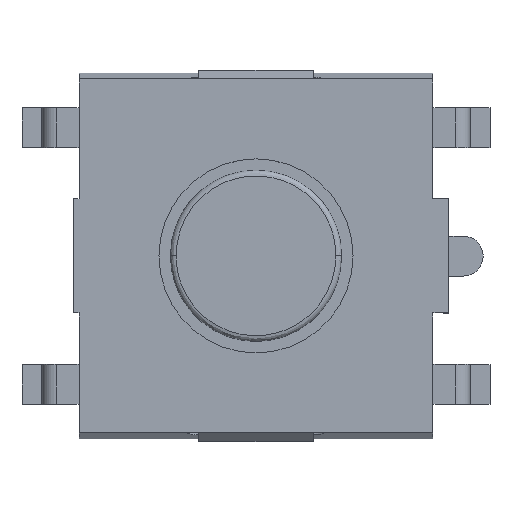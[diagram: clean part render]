
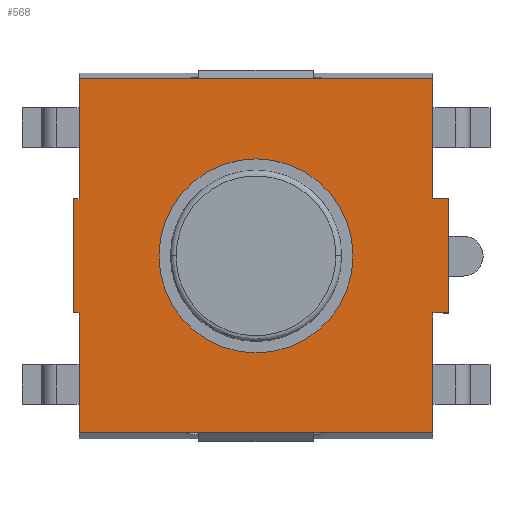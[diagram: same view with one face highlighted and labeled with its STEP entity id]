
A CAD part, top view. The second image highlights one B-rep face of the part: STEP entity #568.
In plain terms, the highlighted planar face has unit normal (0, 0, 1).
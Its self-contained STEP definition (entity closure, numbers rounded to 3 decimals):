
#6 = PLANE ( 'NONE',  #632 ) ;
#17 = ORIENTED_EDGE ( 'NONE', *, *, #2378, .T. ) ;
#38 = VERTEX_POINT ( 'NONE', #4469 ) ;
#92 = ORIENTED_EDGE ( 'NONE', *, *, #525, .T. ) ;
#97 = EDGE_LOOP ( 'NONE', ( #17, #644 ) ) ;
#175 = CIRCLE ( 'NONE', #2037, 1.7 ) ;
#260 = VERTEX_POINT ( 'NONE', #3704 ) ;
#340 = VECTOR ( 'NONE', #2208, 1000. ) ;
#384 = FACE_OUTER_BOUND ( 'NONE', #2318, .T. ) ;
#388 = DIRECTION ( 'NONE',  ( 0., 1., 0. ) ) ;
#393 = ORIENTED_EDGE ( 'NONE', *, *, #823, .T. ) ;
#419 = ORIENTED_EDGE ( 'NONE', *, *, #4419, .T. ) ;
#454 = VERTEX_POINT ( 'NONE', #2810 ) ;
#499 = VERTEX_POINT ( 'NONE', #3256 ) ;
#504 = CARTESIAN_POINT ( 'NONE',  ( 0., 3.1, 0. ) ) ;
#514 = DIRECTION ( 'NONE',  ( 1., 0., 0. ) ) ;
#525 = EDGE_CURVE ( 'NONE', #260, #2427, #726, .T. ) ;
#567 = CARTESIAN_POINT ( 'NONE',  ( -3.1, 3.1, 0. ) ) ;
#568 = ADVANCED_FACE ( 'NONE', ( #1772, #384 ), #6, .T. ) ;
#632 = AXIS2_PLACEMENT_3D ( 'NONE', #3317, #1230, #514 ) ;
#644 = ORIENTED_EDGE ( 'NONE', *, *, #3298, .T. ) ;
#697 = CARTESIAN_POINT ( 'NONE',  ( 0., 1., 0. ) ) ;
#710 = DIRECTION ( 'NONE',  ( 0., 0., -1. ) ) ;
#726 = LINE ( 'NONE', #3575, #340 ) ;
#738 = CARTESIAN_POINT ( 'NONE',  ( -3.1, -3.1, 0. ) ) ;
#823 = EDGE_CURVE ( 'NONE', #38, #260, #3872, .T. ) ;
#859 = DIRECTION ( 'NONE',  ( 1., 0., 0. ) ) ;
#864 = CARTESIAN_POINT ( 'NONE',  ( 3.38, 0., 0. ) ) ;
#901 = DIRECTION ( 'NONE',  ( 1., 0., 0. ) ) ;
#1174 = LINE ( 'NONE', #504, #1892 ) ;
#1203 = CARTESIAN_POINT ( 'NONE',  ( -3.1, 2.68, 0. ) ) ;
#1213 = LINE ( 'NONE', #864, #2576 ) ;
#1230 = DIRECTION ( 'NONE',  ( 0., 0., 1. ) ) ;
#1414 = ORIENTED_EDGE ( 'NONE', *, *, #1610, .F. ) ;
#1490 = DIRECTION ( 'NONE',  ( -1., 0., 0. ) ) ;
#1511 = ORIENTED_EDGE ( 'NONE', *, *, #1704, .T. ) ;
#1533 = LINE ( 'NONE', #4368, #2336 ) ;
#1560 = VERTEX_POINT ( 'NONE', #1947 ) ;
#1578 = VERTEX_POINT ( 'NONE', #567 ) ;
#1580 = DIRECTION ( 'NONE',  ( 0., 1., 0. ) ) ;
#1610 = EDGE_CURVE ( 'NONE', #38, #1578, #4463, .T. ) ;
#1655 = EDGE_CURVE ( 'NONE', #3168, #3466, #2616, .T. ) ;
#1673 = ORIENTED_EDGE ( 'NONE', *, *, #4160, .F. ) ;
#1678 = EDGE_CURVE ( 'NONE', #454, #3346, #4395, .T. ) ;
#1704 = EDGE_CURVE ( 'NONE', #2457, #3468, #2223, .T. ) ;
#1732 = CARTESIAN_POINT ( 'NONE',  ( 0., 0., 0. ) ) ;
#1761 = DIRECTION ( 'NONE',  ( -1., 0., 0. ) ) ;
#1772 = FACE_BOUND ( 'NONE', #97, .T. ) ;
#1832 = DIRECTION ( 'NONE',  ( 0., 0., -1. ) ) ;
#1846 = CARTESIAN_POINT ( 'NONE',  ( 3.38, 1., 0. ) ) ;
#1892 = VECTOR ( 'NONE', #3633, 1000. ) ;
#1915 = CARTESIAN_POINT ( 'NONE',  ( 3.1, -3.1, 0. ) ) ;
#1943 = EDGE_CURVE ( 'NONE', #2457, #3251, #2145, .T. ) ;
#1947 = CARTESIAN_POINT ( 'NONE',  ( -1.7, 0., 0. ) ) ;
#1975 = CARTESIAN_POINT ( 'NONE',  ( 0., -1., 0. ) ) ;
#2020 = VECTOR ( 'NONE', #901, 1000. ) ;
#2037 = AXIS2_PLACEMENT_3D ( 'NONE', #3596, #1832, #3173 ) ;
#2145 = LINE ( 'NONE', #2226, #2763 ) ;
#2208 = DIRECTION ( 'NONE',  ( 0., -1., 0. ) ) ;
#2223 = LINE ( 'NONE', #3340, #2914 ) ;
#2226 = CARTESIAN_POINT ( 'NONE',  ( -3.1, 2.68, 0. ) ) ;
#2318 = EDGE_LOOP ( 'NONE', ( #92, #2953, #4457, #1511, #1673, #3075, #419, #2493, #3179, #2678, #1414, #393 ) ) ;
#2336 = VECTOR ( 'NONE', #2941, 1000. ) ;
#2370 = LINE ( 'NONE', #3787, #2845 ) ;
#2378 = EDGE_CURVE ( 'NONE', #1560, #499, #175, .T. ) ;
#2427 = VERTEX_POINT ( 'NONE', #2852 ) ;
#2457 = VERTEX_POINT ( 'NONE', #738 ) ;
#2493 = ORIENTED_EDGE ( 'NONE', *, *, #1655, .F. ) ;
#2576 = VECTOR ( 'NONE', #2621, 1000. ) ;
#2616 = LINE ( 'NONE', #3366, #2020 ) ;
#2621 = DIRECTION ( 'NONE',  ( 0., 1., 0. ) ) ;
#2678 = ORIENTED_EDGE ( 'NONE', *, *, #3949, .T. ) ;
#2690 = AXIS2_PLACEMENT_3D ( 'NONE', #1732, #710, #1761 ) ;
#2763 = VECTOR ( 'NONE', #388, 1000. ) ;
#2810 = CARTESIAN_POINT ( 'NONE',  ( 3.1, -1., 0. ) ) ;
#2845 = VECTOR ( 'NONE', #3746, 1000. ) ;
#2852 = CARTESIAN_POINT ( 'NONE',  ( -3.2, -1., 0. ) ) ;
#2914 = VECTOR ( 'NONE', #859, 1000. ) ;
#2941 = DIRECTION ( 'NONE',  ( 1., 0., 0. ) ) ;
#2953 = ORIENTED_EDGE ( 'NONE', *, *, #3892, .T. ) ;
#2985 = CIRCLE ( 'NONE', #2690, 1.7 ) ;
#3002 = VECTOR ( 'NONE', #1490, 1000. ) ;
#3048 = CARTESIAN_POINT ( 'NONE',  ( 3.1, -2.83, 0. ) ) ;
#3063 = VECTOR ( 'NONE', #3388, 1000. ) ;
#3075 = ORIENTED_EDGE ( 'NONE', *, *, #1678, .T. ) ;
#3078 = VECTOR ( 'NONE', #4476, 1000. ) ;
#3079 = LINE ( 'NONE', #3048, #3078 ) ;
#3098 = CARTESIAN_POINT ( 'NONE',  ( 3.1, 1., 0. ) ) ;
#3168 = VERTEX_POINT ( 'NONE', #3098 ) ;
#3173 = DIRECTION ( 'NONE',  ( -1., 0., 0. ) ) ;
#3179 = ORIENTED_EDGE ( 'NONE', *, *, #3549, .F. ) ;
#3251 = VERTEX_POINT ( 'NONE', #4544 ) ;
#3256 = CARTESIAN_POINT ( 'NONE',  ( 1.7, 0., 0. ) ) ;
#3279 = CARTESIAN_POINT ( 'NONE',  ( 3.38, -1., 0. ) ) ;
#3284 = VECTOR ( 'NONE', #1580, 1000. ) ;
#3298 = EDGE_CURVE ( 'NONE', #499, #1560, #2985, .T. ) ;
#3317 = CARTESIAN_POINT ( 'NONE',  ( 0., 0., 0. ) ) ;
#3340 = CARTESIAN_POINT ( 'NONE',  ( 0., -3.1, 0. ) ) ;
#3346 = VERTEX_POINT ( 'NONE', #3279 ) ;
#3366 = CARTESIAN_POINT ( 'NONE',  ( 0., 1., 0. ) ) ;
#3388 = DIRECTION ( 'NONE',  ( 1., 0., 0. ) ) ;
#3466 = VERTEX_POINT ( 'NONE', #1846 ) ;
#3468 = VERTEX_POINT ( 'NONE', #1915 ) ;
#3475 = VERTEX_POINT ( 'NONE', #4400 ) ;
#3549 = EDGE_CURVE ( 'NONE', #3475, #3168, #2370, .T. ) ;
#3575 = CARTESIAN_POINT ( 'NONE',  ( -3.2, 0., 0. ) ) ;
#3596 = CARTESIAN_POINT ( 'NONE',  ( 0., 0., 0. ) ) ;
#3633 = DIRECTION ( 'NONE',  ( -1., 0., 0. ) ) ;
#3704 = CARTESIAN_POINT ( 'NONE',  ( -3.2, 1., 0. ) ) ;
#3746 = DIRECTION ( 'NONE',  ( 0., -1., 0. ) ) ;
#3787 = CARTESIAN_POINT ( 'NONE',  ( 3.1, -2.83, 0. ) ) ;
#3872 = LINE ( 'NONE', #697, #3002 ) ;
#3892 = EDGE_CURVE ( 'NONE', #2427, #3251, #1533, .T. ) ;
#3949 = EDGE_CURVE ( 'NONE', #3475, #1578, #1174, .T. ) ;
#4160 = EDGE_CURVE ( 'NONE', #454, #3468, #3079, .T. ) ;
#4368 = CARTESIAN_POINT ( 'NONE',  ( 0., -1., 0. ) ) ;
#4395 = LINE ( 'NONE', #1975, #3063 ) ;
#4400 = CARTESIAN_POINT ( 'NONE',  ( 3.1, 3.1, 0. ) ) ;
#4419 = EDGE_CURVE ( 'NONE', #3346, #3466, #1213, .T. ) ;
#4457 = ORIENTED_EDGE ( 'NONE', *, *, #1943, .F. ) ;
#4463 = LINE ( 'NONE', #1203, #3284 ) ;
#4469 = CARTESIAN_POINT ( 'NONE',  ( -3.1, 1., 0. ) ) ;
#4476 = DIRECTION ( 'NONE',  ( 0., -1., 0. ) ) ;
#4544 = CARTESIAN_POINT ( 'NONE',  ( -3.1, -1., 0. ) ) ;
